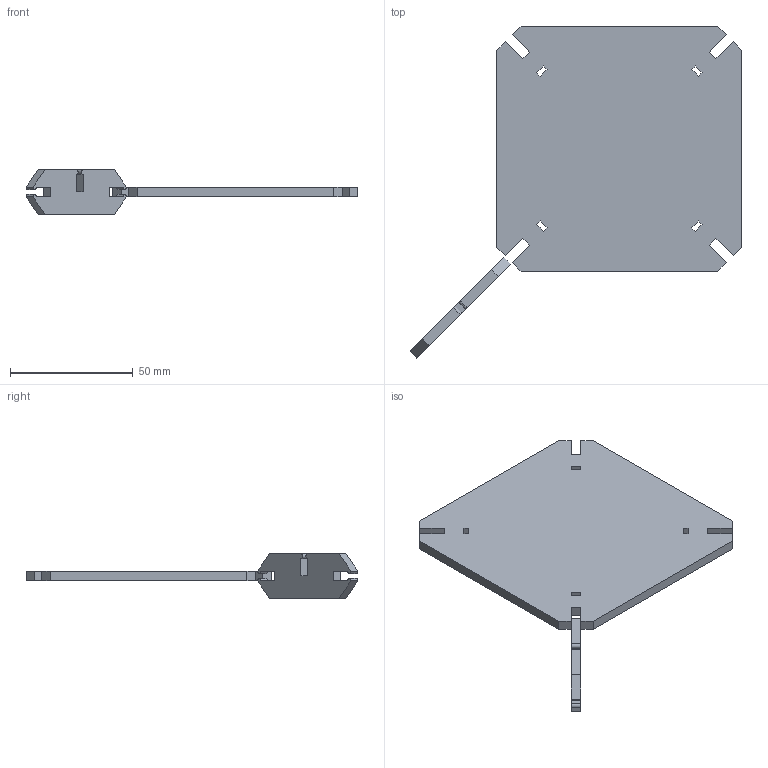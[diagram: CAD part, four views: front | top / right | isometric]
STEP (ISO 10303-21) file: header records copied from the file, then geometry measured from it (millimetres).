
FILE_DESCRIPTION(/* description */ (''),/* implementation_level */ '2;1');
FILE_NAME(/* name */ 'Pressfit.step',/* time_stamp */ '2017-02-14T12:21:30+01:00',/* author */ (''),/* organization */ (''),/* preprocessor_version */ 'ST-DEVELOPER v16.5',/* originating_system */ 'Autodesk Translation Framework v5.2.0.2920',/* authorisation */ '');
FILE_SCHEMA (('AUTOMOTIVE_DESIGN { 1 0 10303 214 3 1 1 }'));
Length unit declared in the file: millimetre
Products named in the file (3): Pressfit v6; Ground_plate; connection
Assembly tree (2 placements, depth 2):
  Pressfit v6
    Ground_plate
    connection
Bounding box: 135.36 x 135.36 x 18.14 mm (x, y, z)
Volume: 41539.3 mm3; surface area: 23559.7 mm2
Topology: 2 solids, 2 shells, 67 faces, 189 edges, 126 vertices
Faces by surface type: plane 61, cylinder 6
Entity records: 2214 total; most frequent: CARTESIAN_POINT 387, ORIENTED_EDGE 378, DIRECTION 345, EDGE_CURVE 189, LINE 177, VECTOR 177, VERTEX_POINT 126, AXIS2_PLACEMENT_3D 84
